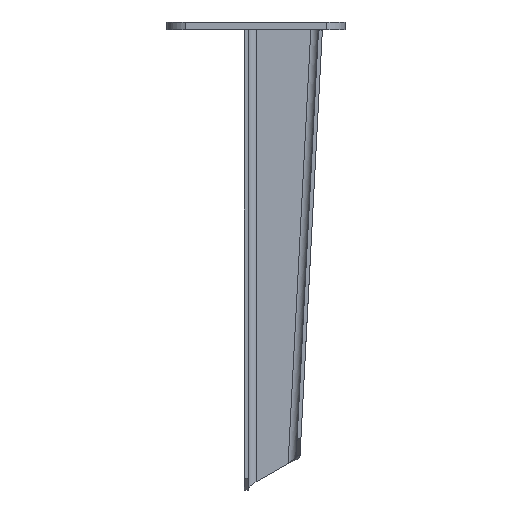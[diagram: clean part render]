
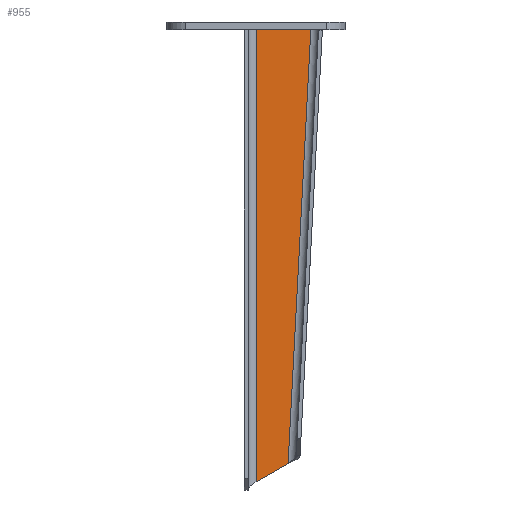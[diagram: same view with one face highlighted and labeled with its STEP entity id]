
A CAD part, left-side view. The second image highlights one B-rep face of the part: STEP entity #955.
In plain terms, the highlighted planar face has unit normal (-1, 0, 0).
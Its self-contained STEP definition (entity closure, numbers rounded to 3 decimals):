
#6 = FACE_OUTER_BOUND ( 'NONE', #485, .T. ) ;
#31 = CARTESIAN_POINT ( 'NONE',  ( 13.003, -34.586, 0. ) ) ;
#149 = DIRECTION ( 'NONE',  ( 0., 0.866, -0.5 ) ) ;
#244 = CARTESIAN_POINT ( 'NONE',  ( 13.003, -6., 0. ) ) ;
#294 = VECTOR ( 'NONE', #1849, 1000. ) ;
#316 = VECTOR ( 'NONE', #149, 1000. ) ;
#363 = VECTOR ( 'NONE', #1392, 1000. ) ;
#435 = VECTOR ( 'NONE', #1418, 1000. ) ;
#478 = LINE ( 'NONE', #2107, #294 ) ;
#485 = EDGE_LOOP ( 'NONE', ( #1138, #1459, #2178, #1346 ) ) ;
#489 = CARTESIAN_POINT ( 'NONE',  ( 13.003, -6., -235.774 ) ) ;
#591 = DIRECTION ( 'NONE',  ( -1., 0., 0. ) ) ;
#638 = DIRECTION ( 'NONE',  ( 0., 0., 1. ) ) ;
#677 = LINE ( 'NONE', #1504, #435 ) ;
#762 = CARTESIAN_POINT ( 'NONE',  ( 13.003, 1.32, -240. ) ) ;
#785 = LINE ( 'NONE', #762, #316 ) ;
#955 = ADVANCED_FACE ( 'NONE', ( #6 ), #1989, .T. ) ;
#1008 = LINE ( 'NONE', #1049, #363 ) ;
#1049 = CARTESIAN_POINT ( 'NONE',  ( 13.003, -34.424, -3.105 ) ) ;
#1101 = VERTEX_POINT ( 'NONE', #244 ) ;
#1138 = ORIENTED_EDGE ( 'NONE', *, *, #1931, .F. ) ;
#1208 = CARTESIAN_POINT ( 'NONE',  ( 13.003, 24.82, 0. ) ) ;
#1237 = EDGE_CURVE ( 'NONE', #1101, #1829, #677, .T. ) ;
#1259 = CARTESIAN_POINT ( 'NONE',  ( 13.003, -22.737, -226.111 ) ) ;
#1323 = AXIS2_PLACEMENT_3D ( 'NONE', #1208, #591, #638 ) ;
#1346 = ORIENTED_EDGE ( 'NONE', *, *, #1995, .F. ) ;
#1392 = DIRECTION ( 'NONE',  ( 0., 0.052, -0.999 ) ) ;
#1418 = DIRECTION ( 'NONE',  ( 0., 0., -1. ) ) ;
#1459 = ORIENTED_EDGE ( 'NONE', *, *, #1746, .F. ) ;
#1504 = CARTESIAN_POINT ( 'NONE',  ( 13.003, -6., 0. ) ) ;
#1746 = EDGE_CURVE ( 'NONE', #1101, #2122, #478, .T. ) ;
#1768 = VERTEX_POINT ( 'NONE', #1259 ) ;
#1829 = VERTEX_POINT ( 'NONE', #489 ) ;
#1849 = DIRECTION ( 'NONE',  ( 0., -1., 0. ) ) ;
#1931 = EDGE_CURVE ( 'NONE', #2122, #1768, #1008, .T. ) ;
#1989 = PLANE ( 'NONE',  #1323 ) ;
#1995 = EDGE_CURVE ( 'NONE', #1768, #1829, #785, .T. ) ;
#2107 = CARTESIAN_POINT ( 'NONE',  ( 13.003, -35.28, 0. ) ) ;
#2122 = VERTEX_POINT ( 'NONE', #31 ) ;
#2178 = ORIENTED_EDGE ( 'NONE', *, *, #1237, .T. ) ;
